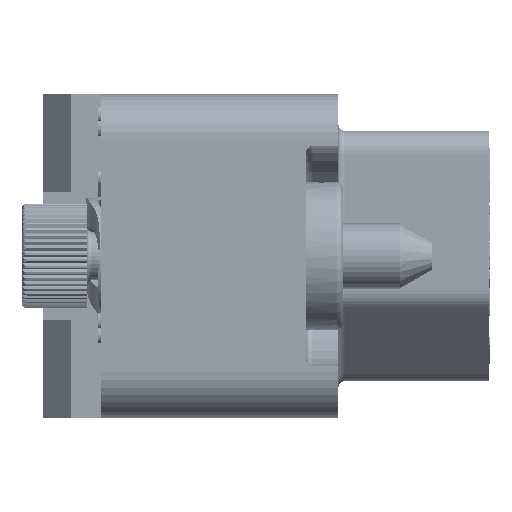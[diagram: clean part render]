
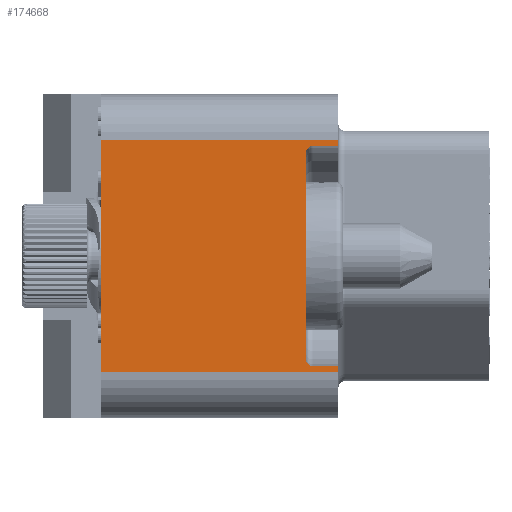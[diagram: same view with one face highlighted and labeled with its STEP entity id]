
A CAD part, left-side view. The second image highlights one B-rep face of the part: STEP entity #174668.
In plain terms, the highlighted planar face has unit normal (-1, 0, 0).
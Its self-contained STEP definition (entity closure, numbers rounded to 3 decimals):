
#3664=DIRECTION('',(0.,-1.,0.));
#3665=VECTOR('',#3664,10.25);
#3666=CARTESIAN_POINT('',(-40.,10.25,5.));
#3667=LINE('',#3666,#3665);
#3817=DIRECTION('',(0.,0.,1.));
#3818=VECTOR('',#3817,8.9);
#3819=CARTESIAN_POINT('',(-40.,1.4,-4.45));
#3820=LINE('',#3819,#3818);
#3821=DIRECTION('',(0.,1.,0.));
#3822=VECTOR('',#3821,1.1);
#3823=CARTESIAN_POINT('',(-40.,0.,-4.75));
#3824=LINE('',#3823,#3822);
#3825=DIRECTION('',(0.,0.,-1.));
#3826=VECTOR('',#3825,0.25);
#3827=CARTESIAN_POINT('',(-40.,0.,-4.75));
#3828=LINE('',#3827,#3826);
#3829=DIRECTION('',(0.,0.,-1.));
#3830=VECTOR('',#3829,0.25);
#3831=CARTESIAN_POINT('',(-40.,0.,5.));
#3832=LINE('',#3831,#3830);
#3833=DIRECTION('',(0.,1.,0.));
#3834=VECTOR('',#3833,1.1);
#3835=CARTESIAN_POINT('',(-40.,0.,4.75));
#3836=LINE('',#3835,#3834);
#3860=CARTESIAN_POINT('',(-40.,1.1,-4.45));
#3861=DIRECTION('',(1.,0.,0.));
#3862=DIRECTION('',(0.,0.,-1.));
#3863=AXIS2_PLACEMENT_3D('',#3860,#3861,#3862);
#3884=CARTESIAN_POINT('',(-40.,1.1,4.45));
#3885=DIRECTION('',(1.,0.,0.));
#3886=DIRECTION('',(0.,1.,0.));
#3887=AXIS2_PLACEMENT_3D('',#3884,#3885,#3886);
#4192=DIRECTION('',(0.,0.,-1.));
#4193=VECTOR('',#4192,10.);
#4194=CARTESIAN_POINT('',(-40.,10.25,5.));
#4195=LINE('',#4194,#4193);
#4737=DIRECTION('',(0.,1.,0.));
#4738=VECTOR('',#4737,10.25);
#4739=CARTESIAN_POINT('',(-40.,0.,-5.));
#4740=LINE('',#4739,#4738);
#148476=CARTESIAN_POINT('',(-40.,0.,5.));
#148478=VERTEX_POINT('',#148476);
#148479=CARTESIAN_POINT('',(-40.,10.25,5.));
#148480=VERTEX_POINT('',#148479);
#148484=CARTESIAN_POINT('',(-40.,10.25,-5.));
#148486=VERTEX_POINT('',#148484);
#148487=CARTESIAN_POINT('',(-40.,0.,-5.));
#148488=VERTEX_POINT('',#148487);
#148499=CARTESIAN_POINT('',(-40.,0.,-4.75));
#148501=VERTEX_POINT('',#148499);
#148505=CARTESIAN_POINT('',(-40.,0.,4.75));
#148506=VERTEX_POINT('',#148505);
#148644=CARTESIAN_POINT('',(-40.,1.4,-4.45));
#148646=VERTEX_POINT('',#148644);
#148648=CARTESIAN_POINT('',(-40.,1.1,-4.75));
#148650=VERTEX_POINT('',#148648);
#148655=CARTESIAN_POINT('',(-40.,1.4,4.45));
#148656=VERTEX_POINT('',#148655);
#148657=CARTESIAN_POINT('',(-40.,1.1,4.75));
#148658=VERTEX_POINT('',#148657);
#174644=CARTESIAN_POINT('',(-40.,0.,7.));
#174645=DIRECTION('',(-1.,0.,0.));
#174646=DIRECTION('',(0.,1.,0.));
#174647=AXIS2_PLACEMENT_3D('',#174644,#174645,#174646);
#174648=PLANE('',#174647);
#174650=ORIENTED_EDGE('',*,*,#174649,.F.);
#174652=ORIENTED_EDGE('',*,*,#174651,.F.);
#174654=ORIENTED_EDGE('',*,*,#174653,.F.);
#174655=ORIENTED_EDGE('',*,*,#174002,.T.);
#174657=ORIENTED_EDGE('',*,*,#174656,.T.);
#174659=ORIENTED_EDGE('',*,*,#174658,.F.);
#174660=ORIENTED_EDGE('',*,*,#174419,.T.);
#174661=ORIENTED_EDGE('',*,*,#174010,.T.);
#174663=ORIENTED_EDGE('',*,*,#174662,.T.);
#174665=ORIENTED_EDGE('',*,*,#174664,.F.);
#174666=EDGE_LOOP('',(#174650,#174652,#174654,#174655,#174657,#174659,#174660,
#174661,#174663,#174665));
#174667=FACE_OUTER_BOUND('',#174666,.F.);
#174668=ADVANCED_FACE('',(#174667),#174648,.T.);
#3864=CIRCLE('',#3863,0.3);
#3888=CIRCLE('',#3887,0.3);
#174002=EDGE_CURVE('',#148501,#148488,#3828,.T.);
#174010=EDGE_CURVE('',#148478,#148506,#3832,.T.);
#174419=EDGE_CURVE('',#148480,#148478,#3667,.T.);
#174649=EDGE_CURVE('',#148646,#148656,#3820,.T.);
#174651=EDGE_CURVE('',#148650,#148646,#3864,.T.);
#174653=EDGE_CURVE('',#148501,#148650,#3824,.T.);
#174656=EDGE_CURVE('',#148488,#148486,#4740,.T.);
#174658=EDGE_CURVE('',#148480,#148486,#4195,.T.);
#174662=EDGE_CURVE('',#148506,#148658,#3836,.T.);
#174664=EDGE_CURVE('',#148656,#148658,#3888,.T.);
